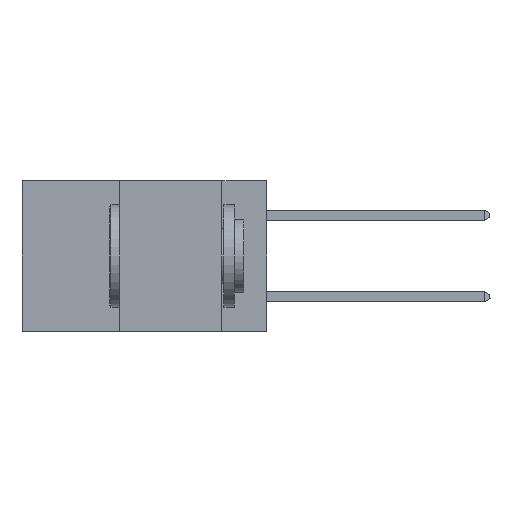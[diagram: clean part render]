
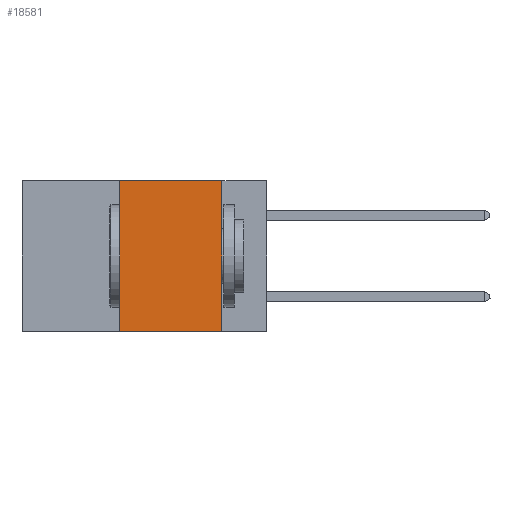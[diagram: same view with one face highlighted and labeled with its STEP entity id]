
A CAD part, left-side view. The second image highlights one B-rep face of the part: STEP entity #18581.
In plain terms, the highlighted planar face has unit normal (-1, 0, 0).
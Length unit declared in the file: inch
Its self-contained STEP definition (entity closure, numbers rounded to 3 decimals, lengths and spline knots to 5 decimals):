
#364 = FACE_OUTER_BOUND ( 'NONE', #39345, .T. ) ;
#820 = DIRECTION ( 'NONE',  ( 0., -1., 0. ) ) ;
#1247 = CARTESIAN_POINT ( 'NONE',  ( 0., 0.36, 0. ) ) ;
#1933 = ORIENTED_EDGE ( 'NONE', *, *, #40179, .F. ) ;
#3157 = CARTESIAN_POINT ( 'NONE',  ( 0., 0.6, 0. ) ) ;
#4158 = LINE ( 'NONE', #23664, #37770 ) ;
#4309 = DIRECTION ( 'NONE',  ( 0., 0., 1. ) ) ;
#4320 = PLANE ( 'NONE',  #7490 ) ;
#6451 = LINE ( 'NONE', #3157, #30048 ) ;
#6919 = EDGE_CURVE ( 'NONE', #15478, #17504, #12870, .T. ) ;
#7490 = AXIS2_PLACEMENT_3D ( 'NONE', #23539, #16792, #20425 ) ;
#7750 = DIRECTION ( 'NONE',  ( 0., 0., -1. ) ) ;
#12870 = LINE ( 'NONE', #23753, #31959 ) ;
#13350 = EDGE_CURVE ( 'NONE', #24395, #15478, #6451, .T. ) ;
#15478 = VERTEX_POINT ( 'NONE', #37962 ) ;
#16775 = CARTESIAN_POINT ( 'NONE',  ( 0., 0.6, -0.37 ) ) ;
#16792 = DIRECTION ( 'NONE',  ( 1., 0., 0. ) ) ;
#16995 = VERTEX_POINT ( 'NONE', #41264 ) ;
#17292 = LINE ( 'NONE', #16775, #20349 ) ;
#17504 = VERTEX_POINT ( 'NONE', #18861 ) ;
#18581 = ADVANCED_FACE ( 'NONE', ( #364 ), #4320, .F. ) ;
#18861 = CARTESIAN_POINT ( 'NONE',  ( 0., 0.11, -0.37 ) ) ;
#18880 = ORIENTED_EDGE ( 'NONE', *, *, #13350, .F. ) ;
#19588 = ORIENTED_EDGE ( 'NONE', *, *, #6919, .F. ) ;
#20349 = VECTOR ( 'NONE', #820, 39.37008 ) ;
#20425 = DIRECTION ( 'NONE',  ( 0., 0., -1. ) ) ;
#20913 = ORIENTED_EDGE ( 'NONE', *, *, #38320, .T. ) ;
#20930 = DIRECTION ( 'NONE',  ( 0., -1., 0. ) ) ;
#23539 = CARTESIAN_POINT ( 'NONE',  ( 0., 0.6, 0. ) ) ;
#23664 = CARTESIAN_POINT ( 'NONE',  ( 0., 0.36, 0. ) ) ;
#23753 = CARTESIAN_POINT ( 'NONE',  ( 0., 0.11, 0. ) ) ;
#24395 = VERTEX_POINT ( 'NONE', #1247 ) ;
#30048 = VECTOR ( 'NONE', #20930, 39.37008 ) ;
#31959 = VECTOR ( 'NONE', #7750, 39.37008 ) ;
#37770 = VECTOR ( 'NONE', #4309, 39.37008 ) ;
#37962 = CARTESIAN_POINT ( 'NONE',  ( 0., 0.11, 0. ) ) ;
#38320 = EDGE_CURVE ( 'NONE', #16995, #17504, #17292, .T. ) ;
#39345 = EDGE_LOOP ( 'NONE', ( #19588, #18880, #1933, #20913 ) ) ;
#40179 = EDGE_CURVE ( 'NONE', #16995, #24395, #4158, .T. ) ;
#41264 = CARTESIAN_POINT ( 'NONE',  ( 0., 0.36, -0.37 ) ) ;
